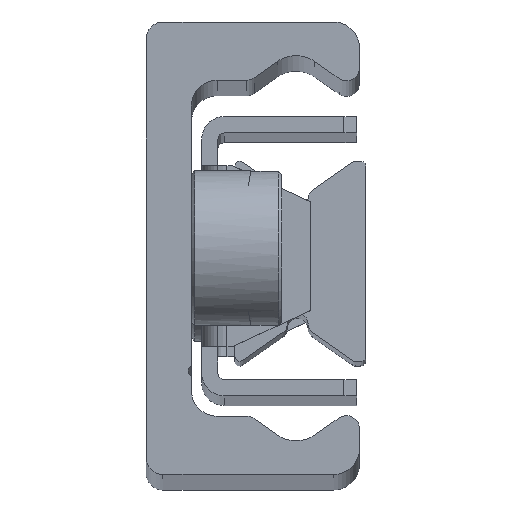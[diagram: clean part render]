
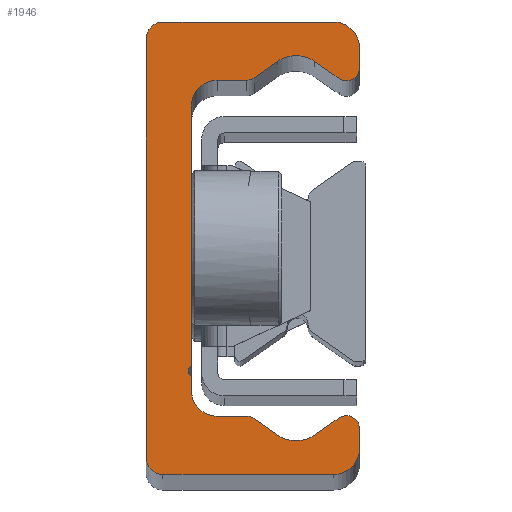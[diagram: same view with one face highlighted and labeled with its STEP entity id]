
A CAD part, top view. The second image highlights one B-rep face of the part: STEP entity #1946.
In plain terms, the highlighted planar face has unit normal (0, 0, 1).
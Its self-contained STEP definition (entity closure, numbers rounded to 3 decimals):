
#1020=CARTESIAN_POINT('',(0.0,16.2,690.0));
#1021=VERTEX_POINT('',#1020);
#1022=CARTESIAN_POINT('',(1.3,17.5,690.0));
#1023=VERTEX_POINT('',#1022);
#1024=CARTESIAN_POINT('',(1.3,16.2,690.0));
#1025=DIRECTION('',(0.0,0.0,-1.0));
#1026=DIRECTION('',(0.0,-1.0,0.0));
#1027=AXIS2_PLACEMENT_3D('',#1024,#1025,#1026);
#1028=CIRCLE('',#1027,1.3);
#1029=EDGE_CURVE('',#1021,#1023,#1028,.T.);
#1062=CARTESIAN_POINT('',(14.5,17.5,690.0));
#1063=VERTEX_POINT('',#1062);
#1064=CARTESIAN_POINT('',(1.3,17.5,690.0));
#1065=DIRECTION('',(1.0,0.0,0.0));
#1066=VECTOR('',#1065,13.2);
#1067=LINE('',#1064,#1066);
#1068=EDGE_CURVE('',#1023,#1063,#1067,.T.);
#1093=CARTESIAN_POINT('',(16.5,15.5,690.0));
#1094=VERTEX_POINT('',#1093);
#1095=CARTESIAN_POINT('',(14.5,15.5,690.0));
#1096=DIRECTION('',(0.0,0.0,-1.0));
#1097=DIRECTION('',(-1.0,0.0,0.0));
#1098=AXIS2_PLACEMENT_3D('',#1095,#1096,#1097);
#1099=CIRCLE('',#1098,2.);
#1100=EDGE_CURVE('',#1063,#1094,#1099,.T.);
#1126=CARTESIAN_POINT('',(16.5,13.946,690.0));
#1127=VERTEX_POINT('',#1126);
#1128=CARTESIAN_POINT('',(16.5,15.5,690.0));
#1129=DIRECTION('',(0.0,-1.0,0.0));
#1130=VECTOR('',#1129,1.554);
#1131=LINE('',#1128,#1130);
#1132=EDGE_CURVE('',#1094,#1127,#1131,.T.);
#1157=CARTESIAN_POINT('',(14.926,13.127,690.0));
#1158=VERTEX_POINT('',#1157);
#1159=CARTESIAN_POINT('',(15.5,13.946,690.0));
#1160=DIRECTION('',(0.0,0.0,-1.0));
#1161=DIRECTION('',(0.574,0.819,0.0));
#1162=AXIS2_PLACEMENT_3D('',#1159,#1160,#1161);
#1163=CIRCLE('',#1162,1.0);
#1164=EDGE_CURVE('',#1127,#1158,#1163,.T.);
#1190=CARTESIAN_POINT('',(13.034,14.452,690.0));
#1191=VERTEX_POINT('',#1190);
#1192=CARTESIAN_POINT('',(14.926,13.127,690.0));
#1193=DIRECTION('',(-0.819,0.574,0.0));
#1194=VECTOR('',#1193,2.31);
#1195=LINE('',#1192,#1194);
#1196=EDGE_CURVE('',#1158,#1191,#1195,.T.);
#1221=CARTESIAN_POINT('',(10.166,14.452,690.0));
#1222=VERTEX_POINT('',#1221);
#1223=CARTESIAN_POINT('',(11.6,12.404,690.0));
#1224=DIRECTION('',(0.0,0.0,1.0));
#1225=DIRECTION('',(0.574,0.819,0.0));
#1226=AXIS2_PLACEMENT_3D('',#1223,#1224,#1225);
#1227=CIRCLE('',#1226,2.5);
#1228=EDGE_CURVE('',#1191,#1222,#1227,.T.);
#1254=CARTESIAN_POINT('',(8.351,13.181,690.0));
#1255=VERTEX_POINT('',#1254);
#1256=CARTESIAN_POINT('',(10.166,14.452,690.0));
#1257=DIRECTION('',(-0.819,-0.574,0.0));
#1258=VECTOR('',#1257,2.216);
#1259=LINE('',#1256,#1258);
#1260=EDGE_CURVE('',#1222,#1255,#1259,.T.);
#1285=CARTESIAN_POINT('',(7.777,13.,690.0));
#1286=VERTEX_POINT('',#1285);
#1287=CARTESIAN_POINT('',(7.777,14.,690.0));
#1288=DIRECTION('',(0.0,0.0,-1.0));
#1289=DIRECTION('',(0.0,1.0,0.0));
#1290=AXIS2_PLACEMENT_3D('',#1287,#1288,#1289);
#1291=CIRCLE('',#1290,1.);
#1292=EDGE_CURVE('',#1255,#1286,#1291,.T.);
#1318=CARTESIAN_POINT('',(5.5,13.,690.0));
#1319=VERTEX_POINT('',#1318);
#1320=CARTESIAN_POINT('',(7.777,13.,690.0));
#1321=DIRECTION('',(-1.0,0.0,0.0));
#1322=VECTOR('',#1321,2.277);
#1323=LINE('',#1320,#1322);
#1324=EDGE_CURVE('',#1286,#1319,#1323,.T.);
#1349=CARTESIAN_POINT('',(3.5,11.,690.0));
#1350=VERTEX_POINT('',#1349);
#1351=CARTESIAN_POINT('',(5.5,11.,690.0));
#1352=DIRECTION('',(0.0,0.0,1.0));
#1353=DIRECTION('',(0.0,1.0,0.0));
#1354=AXIS2_PLACEMENT_3D('',#1351,#1352,#1353);
#1355=CIRCLE('',#1354,2.0);
#1356=EDGE_CURVE('',#1319,#1350,#1355,.T.);
#1382=CARTESIAN_POINT('',(3.5,-9.067,690.0));
#1383=VERTEX_POINT('',#1382);
#1384=CARTESIAN_POINT('',(3.5,11.,690.0));
#1385=DIRECTION('',(0.0,-1.0,0.0));
#1386=VECTOR('',#1385,20.067);
#1387=LINE('',#1384,#1386);
#1388=EDGE_CURVE('',#1350,#1383,#1387,.T.);
#1446=CARTESIAN_POINT('',(3.5,-9.933,690.0));
#1447=VERTEX_POINT('',#1446);
#1448=CARTESIAN_POINT('',(3.75,-9.5,690.0));
#1449=DIRECTION('',(0.0,0.0,1.0));
#1450=DIRECTION('',(-0.5,0.866,0.0));
#1451=AXIS2_PLACEMENT_3D('',#1448,#1449,#1450);
#1452=CIRCLE('',#1451,0.5);
#1453=EDGE_CURVE('',#1383,#1447,#1452,.T.);
#1479=CARTESIAN_POINT('',(3.5,-11.,690.0));
#1480=VERTEX_POINT('',#1479);
#1481=CARTESIAN_POINT('',(3.5,-9.933,690.0));
#1482=DIRECTION('',(0.0,-1.0,0.0));
#1483=VECTOR('',#1482,1.067);
#1484=LINE('',#1481,#1483);
#1485=EDGE_CURVE('',#1447,#1480,#1484,.T.);
#1510=CARTESIAN_POINT('',(5.5,-13.,690.0));
#1511=VERTEX_POINT('',#1510);
#1512=CARTESIAN_POINT('',(5.5,-11.,690.0));
#1513=DIRECTION('',(0.0,0.0,1.0));
#1514=DIRECTION('',(-1.0,0.0,0.0));
#1515=AXIS2_PLACEMENT_3D('',#1512,#1513,#1514);
#1516=CIRCLE('',#1515,2.0);
#1517=EDGE_CURVE('',#1480,#1511,#1516,.T.);
#1543=CARTESIAN_POINT('',(7.777,-13.,690.0));
#1544=VERTEX_POINT('',#1543);
#1545=CARTESIAN_POINT('',(5.5,-13.,690.0));
#1546=DIRECTION('',(1.0,0.0,0.0));
#1547=VECTOR('',#1546,2.277);
#1548=LINE('',#1545,#1547);
#1549=EDGE_CURVE('',#1511,#1544,#1548,.T.);
#1574=CARTESIAN_POINT('',(8.351,-13.181,690.0));
#1575=VERTEX_POINT('',#1574);
#1576=CARTESIAN_POINT('',(7.777,-14.0,690.0));
#1577=DIRECTION('',(0.0,0.0,-1.0));
#1578=DIRECTION('',(-0.574,-0.819,0.0));
#1579=AXIS2_PLACEMENT_3D('',#1576,#1577,#1578);
#1580=CIRCLE('',#1579,1.);
#1581=EDGE_CURVE('',#1544,#1575,#1580,.T.);
#1607=CARTESIAN_POINT('',(10.166,-14.452,690.0));
#1608=VERTEX_POINT('',#1607);
#1609=CARTESIAN_POINT('',(8.351,-13.181,690.0));
#1610=DIRECTION('',(0.819,-0.574,0.0));
#1611=VECTOR('',#1610,2.216);
#1612=LINE('',#1609,#1611);
#1613=EDGE_CURVE('',#1575,#1608,#1612,.T.);
#1638=CARTESIAN_POINT('',(13.034,-14.452,690.0));
#1639=VERTEX_POINT('',#1638);
#1640=CARTESIAN_POINT('',(11.6,-12.404,690.0));
#1641=DIRECTION('',(0.0,0.0,1.));
#1642=DIRECTION('',(-0.574,-0.819,0.0));
#1643=AXIS2_PLACEMENT_3D('',#1640,#1641,#1642);
#1644=CIRCLE('',#1643,2.5);
#1645=EDGE_CURVE('',#1608,#1639,#1644,.T.);
#1671=CARTESIAN_POINT('',(14.926,-13.127,690.0));
#1672=VERTEX_POINT('',#1671);
#1673=CARTESIAN_POINT('',(13.034,-14.452,690.0));
#1674=DIRECTION('',(0.819,0.574,0.0));
#1675=VECTOR('',#1674,2.31);
#1676=LINE('',#1673,#1675);
#1677=EDGE_CURVE('',#1639,#1672,#1676,.T.);
#1702=CARTESIAN_POINT('',(16.5,-13.946,690.0));
#1703=VERTEX_POINT('',#1702);
#1704=CARTESIAN_POINT('',(15.5,-13.946,690.0));
#1705=DIRECTION('',(0.0,0.0,-1.0));
#1706=DIRECTION('',(-1.0,0.0,0.0));
#1707=AXIS2_PLACEMENT_3D('',#1704,#1705,#1706);
#1708=CIRCLE('',#1707,1.0);
#1709=EDGE_CURVE('',#1672,#1703,#1708,.T.);
#1735=CARTESIAN_POINT('',(16.5,-15.5,690.0));
#1736=VERTEX_POINT('',#1735);
#1737=CARTESIAN_POINT('',(16.5,-13.946,690.0));
#1738=DIRECTION('',(0.0,-1.0,0.0));
#1739=VECTOR('',#1738,1.554);
#1740=LINE('',#1737,#1739);
#1741=EDGE_CURVE('',#1703,#1736,#1740,.T.);
#1766=CARTESIAN_POINT('',(14.5,-17.5,690.0));
#1767=VERTEX_POINT('',#1766);
#1768=CARTESIAN_POINT('',(14.5,-15.5,690.0));
#1769=DIRECTION('',(0.0,0.0,-1.0));
#1770=DIRECTION('',(0.0,1.0,0.0));
#1771=AXIS2_PLACEMENT_3D('',#1768,#1769,#1770);
#1772=CIRCLE('',#1771,2.);
#1773=EDGE_CURVE('',#1736,#1767,#1772,.T.);
#1799=CARTESIAN_POINT('',(1.3,-17.5,690.0));
#1800=VERTEX_POINT('',#1799);
#1801=CARTESIAN_POINT('',(14.5,-17.5,690.0));
#1802=DIRECTION('',(-1.0,0.0,0.0));
#1803=VECTOR('',#1802,13.2);
#1804=LINE('',#1801,#1803);
#1805=EDGE_CURVE('',#1767,#1800,#1804,.T.);
#1830=CARTESIAN_POINT('',(0.0,-16.2,690.0));
#1831=VERTEX_POINT('',#1830);
#1832=CARTESIAN_POINT('',(1.3,-16.2,690.0));
#1833=DIRECTION('',(0.0,0.0,-1.0));
#1834=DIRECTION('',(1.0,0.0,0.0));
#1835=AXIS2_PLACEMENT_3D('',#1832,#1833,#1834);
#1836=CIRCLE('',#1835,1.3);
#1837=EDGE_CURVE('',#1800,#1831,#1836,.T.);
#1863=CARTESIAN_POINT('',(0.0,-16.2,690.0));
#1864=DIRECTION('',(0.0,1.0,0.0));
#1865=VECTOR('',#1864,32.4);
#1866=LINE('',#1863,#1865);
#1867=EDGE_CURVE('',#1831,#1021,#1866,.T.);
#1913=CARTESIAN_POINT('',(5.957,-0.014,690.0));
#1914=DIRECTION('',(0.0,0.0,1.0));
#1915=DIRECTION('',(1.0,0.0,0.0));
#1916=AXIS2_PLACEMENT_3D('',#1913,#1914,#1915);
#1917=PLANE('',#1916);
#1918=ORIENTED_EDGE('',*,*,#1029,.F.);
#1919=ORIENTED_EDGE('',*,*,#1867,.F.);
#1920=ORIENTED_EDGE('',*,*,#1837,.F.);
#1921=ORIENTED_EDGE('',*,*,#1805,.F.);
#1922=ORIENTED_EDGE('',*,*,#1773,.F.);
#1923=ORIENTED_EDGE('',*,*,#1741,.F.);
#1924=ORIENTED_EDGE('',*,*,#1709,.F.);
#1925=ORIENTED_EDGE('',*,*,#1677,.F.);
#1926=ORIENTED_EDGE('',*,*,#1645,.F.);
#1927=ORIENTED_EDGE('',*,*,#1613,.F.);
#1928=ORIENTED_EDGE('',*,*,#1581,.F.);
#1929=ORIENTED_EDGE('',*,*,#1549,.F.);
#1930=ORIENTED_EDGE('',*,*,#1517,.F.);
#1931=ORIENTED_EDGE('',*,*,#1485,.F.);
#1932=ORIENTED_EDGE('',*,*,#1453,.F.);
#1933=ORIENTED_EDGE('',*,*,#1388,.F.);
#1934=ORIENTED_EDGE('',*,*,#1356,.F.);
#1935=ORIENTED_EDGE('',*,*,#1324,.F.);
#1936=ORIENTED_EDGE('',*,*,#1292,.F.);
#1937=ORIENTED_EDGE('',*,*,#1260,.F.);
#1938=ORIENTED_EDGE('',*,*,#1228,.F.);
#1939=ORIENTED_EDGE('',*,*,#1196,.F.);
#1940=ORIENTED_EDGE('',*,*,#1164,.F.);
#1941=ORIENTED_EDGE('',*,*,#1132,.F.);
#1942=ORIENTED_EDGE('',*,*,#1100,.F.);
#1943=ORIENTED_EDGE('',*,*,#1068,.F.);
#1944=EDGE_LOOP('',(#1918,#1919,#1920,#1921,#1922,#1923,#1924,#1925,#1926,#1927,#1928,#1929,#1930,#1931,#1932,#1933,#1934,#1935,#1936,#1937,#1938,#1939,#1940,#1941,#1942,#1943));
#1945=FACE_OUTER_BOUND('',#1944,.T.);
#1946=ADVANCED_FACE('',(#1945),#1917,.T.);
